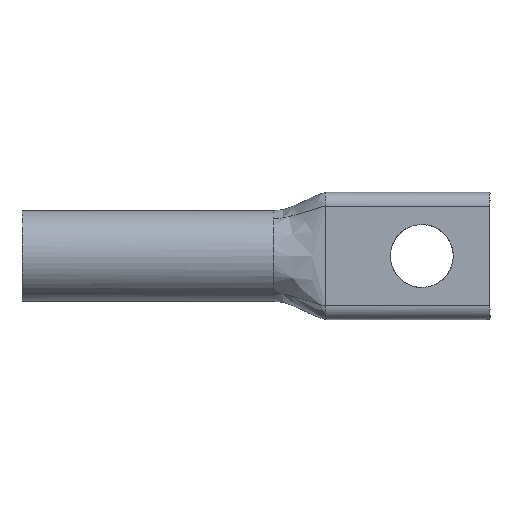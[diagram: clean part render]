
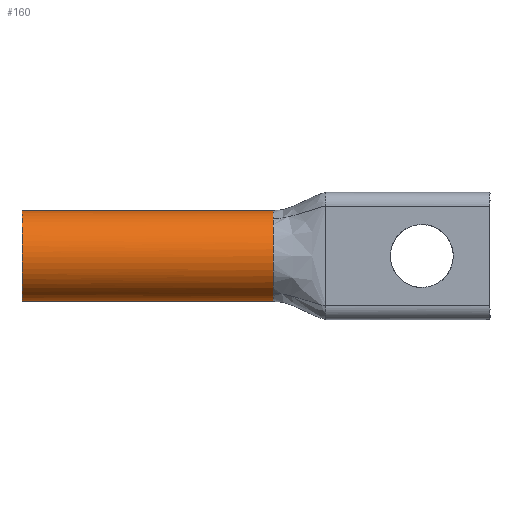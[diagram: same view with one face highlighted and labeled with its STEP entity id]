
A CAD part, front view. The second image highlights one B-rep face of the part: STEP entity #160.
In plain terms, the highlighted cylindrical face has radius 3.708 mm (diameter 7.417 mm), a partial arc.
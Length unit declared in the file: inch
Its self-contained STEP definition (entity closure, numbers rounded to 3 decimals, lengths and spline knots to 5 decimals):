
#1 = DIRECTION ( 'NONE',  ( -1., 0., 0. ) ) ;
#33 = CARTESIAN_POINT ( 'NONE',  ( 0.81, 0.06226, -0.1196 ) ) ;
#40 = CARTESIAN_POINT ( 'NONE',  ( 0.81, 0.06226, 0.1196 ) ) ;
#79 = EDGE_CURVE ( 'NONE', #1832, #1066, #1772, .T. ) ;
#157 = CARTESIAN_POINT ( 'NONE',  ( 0.81, 0.06226, -0.1196 ) ) ;
#160 = ADVANCED_FACE ( 'NONE', ( #628 ), #747, .T. ) ;
#165 = CARTESIAN_POINT ( 'NONE',  ( 0., 0.07247, -0.12757 ) ) ;
#179 = CARTESIAN_POINT ( 'NONE',  ( 0.81, 0.00571, -0.0467 ) ) ;
#190 = CARTESIAN_POINT ( 'NONE',  ( 0.81, 0.13114, -0.146 ) ) ;
#239 = CARTESIAN_POINT ( 'NONE',  ( 0.81, 0.146, 0.14601 ) ) ;
#292 = B_SPLINE_CURVE_WITH_KNOTS ( 'NONE', 3,
 ( #33, #503, #1556, #179, #767, #1117, #787, #1727, #1386, #619 ),
 .UNSPECIFIED., .F., .F.,
 ( 4, 2, 2, 2, 4 ),
 ( 0., 0.25, 0.5, 0.75, 1. ),
 .UNSPECIFIED. ) ;
#295 = CARTESIAN_POINT ( 'NONE',  ( 0., 0., -0.01911 ) ) ;
#321 = DIRECTION ( 'NONE',  ( -1., 0., 0. ) ) ;
#325 = LINE ( 'NONE', #921, #953 ) ;
#336 = ORIENTED_EDGE ( 'NONE', *, *, #1256, .T. ) ;
#401 = EDGE_CURVE ( 'NONE', #1832, #909, #1569, .T. ) ;
#412 = VERTEX_POINT ( 'NONE', #1167 ) ;
#429 = VERTEX_POINT ( 'NONE', #1176 ) ;
#430 = CARTESIAN_POINT ( 'NONE',  ( 0., 0.146, 0.146 ) ) ;
#450 = CARTESIAN_POINT ( 'NONE',  ( 0., 0.07247, 0.12757 ) ) ;
#489 = B_SPLINE_CURVE_WITH_KNOTS ( 'NONE', 3,
 ( #430, #1203, #893, #450, #578, #1515, #1673, #614, #1195, #295, #763, #924, #754, #1372, #165, #1981, #605, #1808 ),
 .UNSPECIFIED., .F., .F.,
 ( 4, 2, 2, 2, 2, 2, 2, 2, 4 ),
 ( 0., 0.125, 0.25, 0.375, 0.5, 0.625, 0.75, 0.875, 1. ),
 .UNSPECIFIED. ) ;
#503 = CARTESIAN_POINT ( 'NONE',  ( 0.81, 0.04312, -0.1062 ) ) ;
#512 = B_SPLINE_CURVE_WITH_KNOTS ( 'NONE', 3,
 ( #1882, #190, #659, #629, #1537, #157 ),
 .UNSPECIFIED., .F., .F.,
 ( 4, 2, 4 ),
 ( 0., 0.5, 1. ),
 .UNSPECIFIED. ) ;
#542 = CARTESIAN_POINT ( 'NONE',  ( 0.81, 0.07314, 0.12722 ) ) ;
#562 = EDGE_CURVE ( 'NONE', #1066, #974, #489, .T. ) ;
#578 = CARTESIAN_POINT ( 'NONE',  ( 0., 0.05628, 0.11675 ) ) ;
#605 = CARTESIAN_POINT ( 'NONE',  ( 0., 0.12689, -0.146 ) ) ;
#614 = CARTESIAN_POINT ( 'NONE',  ( 0., 0.0038, 0.03822 ) ) ;
#619 = CARTESIAN_POINT ( 'NONE',  ( 0.81, 0.06226, 0.1196 ) ) ;
#628 = FACE_OUTER_BOUND ( 'NONE', #771, .T. ) ;
#629 = CARTESIAN_POINT ( 'NONE',  ( 0.81, 0.08792, -0.13477 ) ) ;
#659 = CARTESIAN_POINT ( 'NONE',  ( 0.81, 0.11627, -0.14371 ) ) ;
#664 = ORIENTED_EDGE ( 'NONE', *, *, #1943, .F. ) ;
#713 = CARTESIAN_POINT ( 'NONE',  ( 0., 0.146, 0.146 ) ) ;
#747 = CYLINDRICAL_SURFACE ( 'NONE', #1912, 0.146 ) ;
#754 = CARTESIAN_POINT ( 'NONE',  ( 0., 0.02925, -0.08972 ) ) ;
#763 = CARTESIAN_POINT ( 'NONE',  ( 0., 0.0038, -0.03822 ) ) ;
#767 = CARTESIAN_POINT ( 'NONE',  ( 0.81, 0., -0.02336 ) ) ;
#771 = EDGE_LOOP ( 'NONE', ( #664, #336, #1662, #1730, #1712, #1995 ) ) ;
#787 = CARTESIAN_POINT ( 'NONE',  ( 0.81, 0.00571, 0.0467 ) ) ;
#840 = VECTOR ( 'NONE', #896, 39.37008 ) ;
#849 = CARTESIAN_POINT ( 'NONE',  ( -0.60863, 0.146, 0.146 ) ) ;
#893 = CARTESIAN_POINT ( 'NONE',  ( 0., 0.10778, 0.1422 ) ) ;
#896 = DIRECTION ( 'NONE',  ( -1., 0., 0. ) ) ;
#909 = VERTEX_POINT ( 'NONE', #40 ) ;
#921 = CARTESIAN_POINT ( 'NONE',  ( -0.60863, 0.146, -0.146 ) ) ;
#924 = CARTESIAN_POINT ( 'NONE',  ( 0., 0.01843, -0.07353 ) ) ;
#953 = VECTOR ( 'NONE', #1, 39.37008 ) ;
#974 = VERTEX_POINT ( 'NONE', #1583 ) ;
#1066 = VERTEX_POINT ( 'NONE', #713 ) ;
#1117 = CARTESIAN_POINT ( 'NONE',  ( 0.81, 0., 0.02336 ) ) ;
#1167 = CARTESIAN_POINT ( 'NONE',  ( 0.81, 0.146, -0.14601 ) ) ;
#1176 = CARTESIAN_POINT ( 'NONE',  ( 0.81, 0.06226, -0.1196 ) ) ;
#1195 = CARTESIAN_POINT ( 'NONE',  ( 0., 0., 0.01911 ) ) ;
#1203 = CARTESIAN_POINT ( 'NONE',  ( 0., 0.12689, 0.146 ) ) ;
#1256 = EDGE_CURVE ( 'NONE', #412, #429, #512, .T. ) ;
#1261 = CARTESIAN_POINT ( 'NONE',  ( 0.81, 0.146, 0.14601 ) ) ;
#1292 = EDGE_CURVE ( 'NONE', #429, #909, #292, .T. ) ;
#1319 = CARTESIAN_POINT ( 'NONE',  ( 0.81, 0.06226, 0.1196 ) ) ;
#1372 = CARTESIAN_POINT ( 'NONE',  ( 0., 0.05628, -0.11675 ) ) ;
#1386 = CARTESIAN_POINT ( 'NONE',  ( 0.81, 0.04312, 0.1062 ) ) ;
#1515 = CARTESIAN_POINT ( 'NONE',  ( 0., 0.02925, 0.08972 ) ) ;
#1537 = CARTESIAN_POINT ( 'NONE',  ( 0.81, 0.07443, -0.12812 ) ) ;
#1556 = CARTESIAN_POINT ( 'NONE',  ( 0.81, 0.02728, -0.08813 ) ) ;
#1569 = B_SPLINE_CURVE_WITH_KNOTS ( 'NONE', 3,
 ( #239, #1643, #1755, #542, #1319 ),
 .UNSPECIFIED., .F., .F.,
 ( 4, 1, 4 ),
 ( 0., 0.5, 1. ),
 .UNSPECIFIED. ) ;
#1583 = CARTESIAN_POINT ( 'NONE',  ( 0., 0.146, -0.146 ) ) ;
#1643 = CARTESIAN_POINT ( 'NONE',  ( 0.81, 0.13022, 0.14602 ) ) ;
#1662 = ORIENTED_EDGE ( 'NONE', *, *, #1292, .T. ) ;
#1673 = CARTESIAN_POINT ( 'NONE',  ( 0., 0.01843, 0.07353 ) ) ;
#1699 = CARTESIAN_POINT ( 'NONE',  ( -0.60863, 0.146, 0. ) ) ;
#1712 = ORIENTED_EDGE ( 'NONE', *, *, #79, .T. ) ;
#1727 = CARTESIAN_POINT ( 'NONE',  ( 0.81, 0.02728, 0.08813 ) ) ;
#1730 = ORIENTED_EDGE ( 'NONE', *, *, #401, .F. ) ;
#1755 = CARTESIAN_POINT ( 'NONE',  ( 0.81, 0.09866, 0.14064 ) ) ;
#1772 = LINE ( 'NONE', #849, #840 ) ;
#1808 = CARTESIAN_POINT ( 'NONE',  ( 0., 0.146, -0.146 ) ) ;
#1830 = DIRECTION ( 'NONE',  ( 0., 0., 1. ) ) ;
#1832 = VERTEX_POINT ( 'NONE', #1261 ) ;
#1882 = CARTESIAN_POINT ( 'NONE',  ( 0.81, 0.146, -0.14601 ) ) ;
#1912 = AXIS2_PLACEMENT_3D ( 'NONE', #1699, #321, #1830 ) ;
#1943 = EDGE_CURVE ( 'NONE', #412, #974, #325, .T. ) ;
#1981 = CARTESIAN_POINT ( 'NONE',  ( 0., 0.10778, -0.1422 ) ) ;
#1995 = ORIENTED_EDGE ( 'NONE', *, *, #562, .T. ) ;
